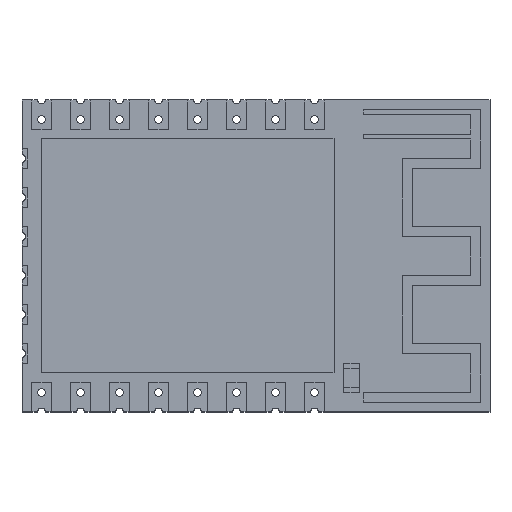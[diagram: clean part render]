
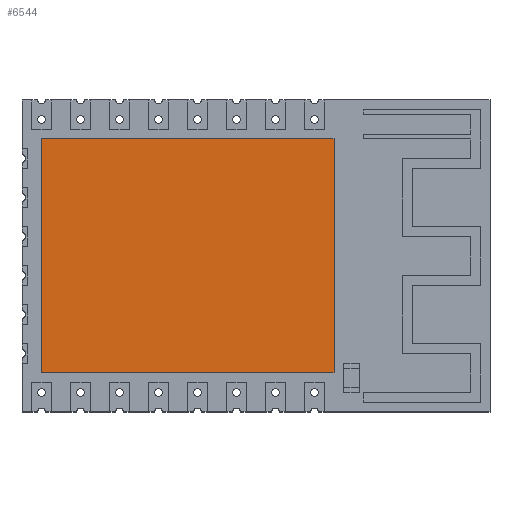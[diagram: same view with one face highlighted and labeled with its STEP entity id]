
A CAD part, top view. The second image highlights one B-rep face of the part: STEP entity #6544.
In plain terms, the highlighted planar face has unit normal (0, 0, 1).
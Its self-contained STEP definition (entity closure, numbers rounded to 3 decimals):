
#4192 = VERTEX_POINT('',#4193);
#4193 = CARTESIAN_POINT('',(1.,2.,2.8));
#4201 = VERTEX_POINT('',#4202);
#4202 = CARTESIAN_POINT('',(1.,14.,2.8));
#4208 = EDGE_CURVE('',#4192,#4201,#4209,.T.);
#4209 = LINE('',#4210,#4211);
#4210 = CARTESIAN_POINT('',(1.,2.,2.8));
#4211 = VECTOR('',#4212,1.);
#4212 = DIRECTION('',(0.,1.,0.));
#4224 = EDGE_CURVE('',#4192,#4225,#4227,.T.);
#4225 = VERTEX_POINT('',#4226);
#4226 = CARTESIAN_POINT('',(16.,2.,2.8));
#4227 = LINE('',#4228,#4229);
#4228 = CARTESIAN_POINT('',(1.,2.,2.8));
#4229 = VECTOR('',#4230,1.);
#4230 = DIRECTION('',(1.,0.,0.));
#4249 = VERTEX_POINT('',#4250);
#4250 = CARTESIAN_POINT('',(16.,14.,2.8));
#4256 = EDGE_CURVE('',#4225,#4249,#4257,.T.);
#4257 = LINE('',#4258,#4259);
#4258 = CARTESIAN_POINT('',(16.,2.,2.8));
#4259 = VECTOR('',#4260,1.);
#4260 = DIRECTION('',(0.,1.,0.));
#4272 = EDGE_CURVE('',#4201,#4249,#4273,.T.);
#4273 = LINE('',#4274,#4275);
#4274 = CARTESIAN_POINT('',(1.,14.,2.8));
#4275 = VECTOR('',#4276,1.);
#4276 = DIRECTION('',(1.,0.,0.));
#6544 = ADVANCED_FACE('',(#6545),#6551,.T.);
#6545 = FACE_BOUND('',#6546,.T.);
#6546 = EDGE_LOOP('',(#6547,#6548,#6549,#6550));
#6547 = ORIENTED_EDGE('',*,*,#4208,.F.);
#6548 = ORIENTED_EDGE('',*,*,#4224,.T.);
#6549 = ORIENTED_EDGE('',*,*,#4256,.T.);
#6550 = ORIENTED_EDGE('',*,*,#4272,.F.);
#6551 = PLANE('',#6552);
#6552 = AXIS2_PLACEMENT_3D('',#6553,#6554,#6555);
#6553 = CARTESIAN_POINT('',(1.,2.,2.8));
#6554 = DIRECTION('',(0.,0.,1.));
#6555 = DIRECTION('',(1.,0.,0.));
